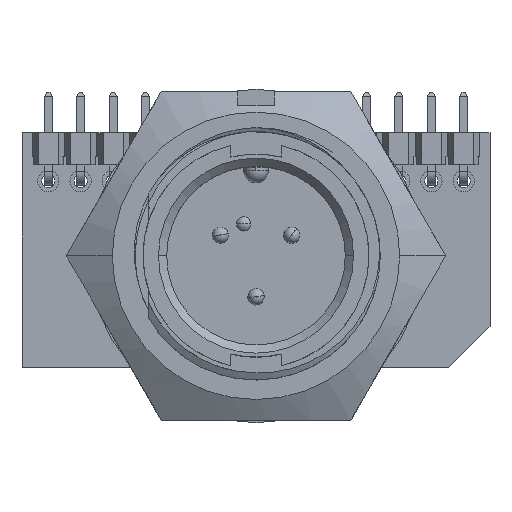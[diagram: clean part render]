
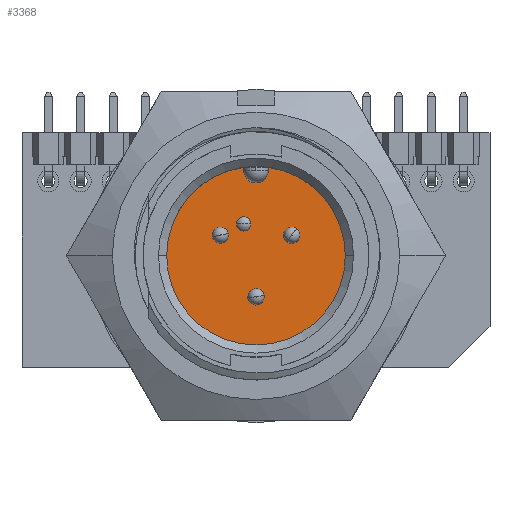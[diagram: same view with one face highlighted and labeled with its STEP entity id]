
A CAD part, top view. The second image highlights one B-rep face of the part: STEP entity #3368.
In plain terms, the highlighted planar face has unit normal (0, 0, 1).
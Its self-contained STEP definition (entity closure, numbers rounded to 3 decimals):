
#31 = CARTESIAN_POINT ( 'NONE',  ( -1.206, 1.977, -8.382 ) ) ;
#77 = CARTESIAN_POINT ( 'NONE',  ( 0., 0., -8.382 ) ) ;
#381 = CIRCLE ( 'NONE', #18883, 0.502 ) ;
#560 = CARTESIAN_POINT ( 'NONE',  ( 0.496, -2.465, -8.382 ) ) ;
#616 = VERTEX_POINT ( 'NONE', #10502 ) ;
#636 = CIRCLE ( 'NONE', #11675, 0.762 ) ;
#699 = ORIENTED_EDGE ( 'NONE', *, *, #3184, .T. ) ;
#884 = CARTESIAN_POINT ( 'NONE',  ( -2.702, 1.174, -8.382 ) ) ;
#1062 = DIRECTION ( 'NONE',  ( 0., 0., 1. ) ) ;
#1195 = FACE_BOUND ( 'NONE', #16669, .T. ) ;
#1443 = EDGE_CURVE ( 'NONE', #616, #16130, #27195, .T. ) ;
#1603 = DIRECTION ( 'NONE',  ( 0., 0., 1. ) ) ;
#1677 = CARTESIAN_POINT ( 'NONE',  ( 0.762, 5.472, -8.382 ) ) ;
#1864 = ORIENTED_EDGE ( 'NONE', *, *, #21532, .T. ) ;
#2164 = CARTESIAN_POINT ( 'NONE',  ( 0.762, 5.472, -8.382 ) ) ;
#2507 = DIRECTION ( 'NONE',  ( 1., 0., 0. ) ) ;
#2508 = DIRECTION ( 'NONE',  ( 0., 0., 1. ) ) ;
#2791 = AXIS2_PLACEMENT_3D ( 'NONE', #26131, #10700, #21425 ) ;
#3005 = AXIS2_PLACEMENT_3D ( 'NONE', #77, #16903, #2507 ) ;
#3184 = EDGE_CURVE ( 'NONE', #29024, #16943, #18534, .T. ) ;
#3232 = EDGE_CURVE ( 'NONE', #11047, #14852, #16263, .T. ) ;
#3368 = ADVANCED_FACE ( 'NONE', ( #8335, #26754, #14001, #7593, #1195 ), #9661, .T. ) ;
#3840 = ORIENTED_EDGE ( 'NONE', *, *, #28739, .T. ) ;
#3863 = VERTEX_POINT ( 'NONE', #13288 ) ;
#4267 = CARTESIAN_POINT ( 'NONE',  ( -5.524, 0., -8.382 ) ) ;
#4291 = LINE ( 'NONE', #26147, #22719 ) ;
#4576 = DIRECTION ( 'NONE',  ( 0., 0., -1. ) ) ;
#4829 = VERTEX_POINT ( 'NONE', #8859 ) ;
#5019 = CARTESIAN_POINT ( 'NONE',  ( -0.318, 1.977, -8.382 ) ) ;
#5225 = AXIS2_PLACEMENT_3D ( 'NONE', #11551, #28346, #13971 ) ;
#5320 = AXIS2_PLACEMENT_3D ( 'NONE', #26298, #11924, #28720 ) ;
#5336 = CIRCLE ( 'NONE', #5320, 0.502 ) ;
#5622 = EDGE_CURVE ( 'NONE', #20677, #8614, #26342, .T. ) ;
#5647 = EDGE_LOOP ( 'NONE', ( #29294, #11918 ) ) ;
#6144 = EDGE_CURVE ( 'NONE', #4829, #28535, #18070, .T. ) ;
#6799 = EDGE_CURVE ( 'NONE', #13786, #9823, #13912, .T. ) ;
#7593 = FACE_BOUND ( 'NONE', #13464, .T. ) ;
#7598 = VECTOR ( 'NONE', #21401, 1000. ) ;
#8335 = FACE_OUTER_BOUND ( 'NONE', #13960, .T. ) ;
#8528 = DIRECTION ( 'NONE',  ( 0., 0., 1. ) ) ;
#8614 = VERTEX_POINT ( 'NONE', #1677 ) ;
#8859 = CARTESIAN_POINT ( 'NONE',  ( -1.717, 1.366, -8.382 ) ) ;
#9368 = CARTESIAN_POINT ( 'NONE',  ( -2.21, 1.27, -8.382 ) ) ;
#9523 = EDGE_CURVE ( 'NONE', #8614, #3863, #15497, .T. ) ;
#9533 = AXIS2_PLACEMENT_3D ( 'NONE', #9922, #26700, #12321 ) ;
#9661 = PLANE ( 'NONE',  #3005 ) ;
#9823 = VERTEX_POINT ( 'NONE', #560 ) ;
#9922 = CARTESIAN_POINT ( 'NONE',  ( 0., -2.54, -8.382 ) ) ;
#10361 = CIRCLE ( 'NONE', #12912, 0.444 ) ;
#10502 = CARTESIAN_POINT ( 'NONE',  ( 2.514, 1.669, -8.382 ) ) ;
#10700 = DIRECTION ( 'NONE',  ( 0., 0., 1. ) ) ;
#10879 = CARTESIAN_POINT ( 'NONE',  ( -0.496, -2.615, -8.382 ) ) ;
#10976 = EDGE_CURVE ( 'NONE', #28535, #4829, #381, .T. ) ;
#11047 = VERTEX_POINT ( 'NONE', #5019 ) ;
#11132 = CARTESIAN_POINT ( 'NONE',  ( 1.905, 0.871, -8.382 ) ) ;
#11551 = CARTESIAN_POINT ( 'NONE',  ( 0., 0., -8.382 ) ) ;
#11646 = DIRECTION ( 'NONE',  ( 0., 0., 1. ) ) ;
#11675 = AXIS2_PLACEMENT_3D ( 'NONE', #18997, #4576, #21405 ) ;
#11770 = DIRECTION ( 'NONE',  ( 0., 1., 0. ) ) ;
#11775 = DIRECTION ( 'NONE',  ( 1., 0., 0. ) ) ;
#11918 = ORIENTED_EDGE ( 'NONE', *, *, #6799, .F. ) ;
#11924 = DIRECTION ( 'NONE',  ( 0., 0., 1. ) ) ;
#12321 = DIRECTION ( 'NONE',  ( 1., 0., 0. ) ) ;
#12912 = AXIS2_PLACEMENT_3D ( 'NONE', #15460, #1062, #17889 ) ;
#12929 = CARTESIAN_POINT ( 'NONE',  ( 0., 0., -8.382 ) ) ;
#13288 = CARTESIAN_POINT ( 'NONE',  ( 0.762, 5.271, -8.382 ) ) ;
#13464 = EDGE_LOOP ( 'NONE', ( #26508, #30925 ) ) ;
#13778 = ORIENTED_EDGE ( 'NONE', *, *, #15667, .T. ) ;
#13786 = VERTEX_POINT ( 'NONE', #10879 ) ;
#13912 = CIRCLE ( 'NONE', #9533, 0.502 ) ;
#13960 = EDGE_LOOP ( 'NONE', ( #14507, #13778, #3840, #699, #1864, #29157 ) ) ;
#13971 = DIRECTION ( 'NONE',  ( 1., 0., 0. ) ) ;
#14001 = FACE_BOUND ( 'NONE', #5647, .T. ) ;
#14507 = ORIENTED_EDGE ( 'NONE', *, *, #9523, .T. ) ;
#14852 = VERTEX_POINT ( 'NONE', #31 ) ;
#14891 = CARTESIAN_POINT ( 'NONE',  ( -0.762, 5.271, -8.382 ) ) ;
#15347 = DIRECTION ( 'NONE',  ( 1., 0., 0. ) ) ;
#15460 = CARTESIAN_POINT ( 'NONE',  ( -0.762, 1.977, -8.382 ) ) ;
#15497 = LINE ( 'NONE', #2164, #7598 ) ;
#15667 = EDGE_CURVE ( 'NONE', #3863, #27703, #636, .T. ) ;
#15993 = CARTESIAN_POINT ( 'NONE',  ( 0., 0., -8.382 ) ) ;
#16130 = VERTEX_POINT ( 'NONE', #11132 ) ;
#16240 = CIRCLE ( 'NONE', #29470, 5.524 ) ;
#16263 = CIRCLE ( 'NONE', #16523, 0.444 ) ;
#16523 = AXIS2_PLACEMENT_3D ( 'NONE', #26031, #11646, #28444 ) ;
#16669 = EDGE_LOOP ( 'NONE', ( #27050, #29882 ) ) ;
#16686 = ORIENTED_EDGE ( 'NONE', *, *, #6144, .F. ) ;
#16903 = DIRECTION ( 'NONE',  ( 0., 0., 1. ) ) ;
#16905 = CARTESIAN_POINT ( 'NONE',  ( -2.21, 1.27, -8.382 ) ) ;
#16943 = VERTEX_POINT ( 'NONE', #4267 ) ;
#16969 = ORIENTED_EDGE ( 'NONE', *, *, #10976, .F. ) ;
#17289 = EDGE_CURVE ( 'NONE', #14852, #11047, #10361, .T. ) ;
#17758 = AXIS2_PLACEMENT_3D ( 'NONE', #12929, #29721, #15347 ) ;
#17889 = DIRECTION ( 'NONE',  ( 1., 0., 0. ) ) ;
#18070 = CIRCLE ( 'NONE', #28418, 0.502 ) ;
#18426 = DIRECTION ( 'NONE',  ( 1., 0., 0. ) ) ;
#18534 = CIRCLE ( 'NONE', #5225, 5.524 ) ;
#18567 = EDGE_CURVE ( 'NONE', #16130, #616, #19736, .T. ) ;
#18883 = AXIS2_PLACEMENT_3D ( 'NONE', #16905, #2508, #19331 ) ;
#18997 = CARTESIAN_POINT ( 'NONE',  ( 0., 5.271, -8.382 ) ) ;
#19206 = AXIS2_PLACEMENT_3D ( 'NONE', #22928, #8528, #25327 ) ;
#19331 = DIRECTION ( 'NONE',  ( 1., 0., 0. ) ) ;
#19736 = CIRCLE ( 'NONE', #19206, 0.502 ) ;
#19748 = CARTESIAN_POINT ( 'NONE',  ( -0.762, 5.472, -8.382 ) ) ;
#20677 = VERTEX_POINT ( 'NONE', #29989 ) ;
#20986 = EDGE_CURVE ( 'NONE', #9823, #13786, #5336, .T. ) ;
#21401 = DIRECTION ( 'NONE',  ( 0., -1., 0. ) ) ;
#21405 = DIRECTION ( 'NONE',  ( 1., 0., 0. ) ) ;
#21425 = DIRECTION ( 'NONE',  ( 1., 0., 0. ) ) ;
#21532 = EDGE_CURVE ( 'NONE', #16943, #20677, #16240, .T. ) ;
#22719 = VECTOR ( 'NONE', #11770, 1000. ) ;
#22928 = CARTESIAN_POINT ( 'NONE',  ( 2.21, 1.27, -8.382 ) ) ;
#25327 = DIRECTION ( 'NONE',  ( 1., 0., 0. ) ) ;
#26031 = CARTESIAN_POINT ( 'NONE',  ( -0.762, 1.977, -8.382 ) ) ;
#26131 = CARTESIAN_POINT ( 'NONE',  ( 2.21, 1.27, -8.382 ) ) ;
#26147 = CARTESIAN_POINT ( 'NONE',  ( -0.762, 5.472, -8.382 ) ) ;
#26150 = DIRECTION ( 'NONE',  ( 0., 0., 1. ) ) ;
#26298 = CARTESIAN_POINT ( 'NONE',  ( 0., -2.54, -8.382 ) ) ;
#26342 = CIRCLE ( 'NONE', #17758, 5.524 ) ;
#26508 = ORIENTED_EDGE ( 'NONE', *, *, #18567, .F. ) ;
#26700 = DIRECTION ( 'NONE',  ( 0., 0., 1. ) ) ;
#26754 = FACE_BOUND ( 'NONE', #30264, .T. ) ;
#27050 = ORIENTED_EDGE ( 'NONE', *, *, #17289, .F. ) ;
#27195 = CIRCLE ( 'NONE', #2791, 0.502 ) ;
#27703 = VERTEX_POINT ( 'NONE', #14891 ) ;
#28346 = DIRECTION ( 'NONE',  ( 0., 0., 1. ) ) ;
#28418 = AXIS2_PLACEMENT_3D ( 'NONE', #9368, #26150, #11775 ) ;
#28444 = DIRECTION ( 'NONE',  ( 1., 0., 0. ) ) ;
#28535 = VERTEX_POINT ( 'NONE', #884 ) ;
#28720 = DIRECTION ( 'NONE',  ( 1., 0., 0. ) ) ;
#28739 = EDGE_CURVE ( 'NONE', #27703, #29024, #4291, .T. ) ;
#29024 = VERTEX_POINT ( 'NONE', #19748 ) ;
#29157 = ORIENTED_EDGE ( 'NONE', *, *, #5622, .T. ) ;
#29294 = ORIENTED_EDGE ( 'NONE', *, *, #20986, .F. ) ;
#29470 = AXIS2_PLACEMENT_3D ( 'NONE', #15993, #1603, #18426 ) ;
#29721 = DIRECTION ( 'NONE',  ( 0., 0., 1. ) ) ;
#29882 = ORIENTED_EDGE ( 'NONE', *, *, #3232, .F. ) ;
#29989 = CARTESIAN_POINT ( 'NONE',  ( 5.524, 0., -8.382 ) ) ;
#30264 = EDGE_LOOP ( 'NONE', ( #16969, #16686 ) ) ;
#30925 = ORIENTED_EDGE ( 'NONE', *, *, #1443, .F. ) ;
